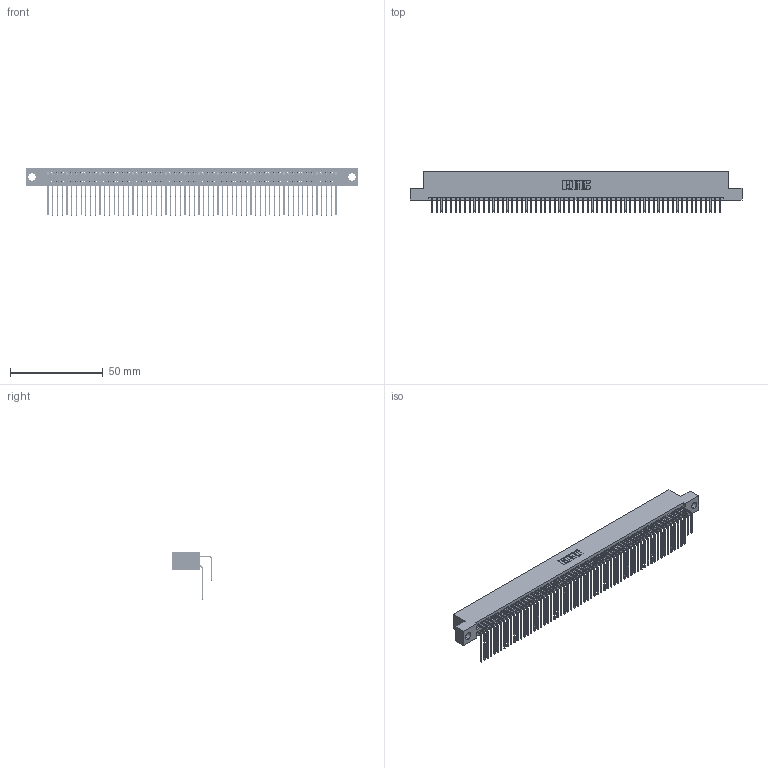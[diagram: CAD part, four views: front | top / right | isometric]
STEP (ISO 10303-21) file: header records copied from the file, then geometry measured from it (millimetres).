
FILE_DESCRIPTION (( 'STEP AP203' ), '1' );
FILE_NAME ('395-124-558-204.STEP', '2018-12-04T01:34:58', ( '' ), ( '' ), 'SwSTEP 2.0', 'SolidWorks 2016', '' );
FILE_SCHEMA (( 'CONFIG_CONTROL_DESIGN' ));
Length unit declared in the file: inch
Products named in the file (4): 395-124-558-204; 345-292-001_558 559 Tail - 1; 345-292-001_558 Tail - 2; 345 Part_Flush Mounting Lugs - 0.156 Dia-TH
Assembly tree (125 placements, depth 2):
  395-124-558-204
    345 Part_Flush Mounting Lugs - 0.156 Dia-TH
    345-292-001_558 559 Tail - 1  x62
    345-292-001_558 Tail - 2  x62
Bounding box: 178.69 x 21.83 x 25.53 mm (x, y, z)
Volume: 18171.1 mm3; surface area: 30426.2 mm2
Topology: 125 solids, 125 shells, 6574 faces, 19561 edges, 12874 vertices
Faces by surface type: plane 4420, cylinder 2154
Entity records: 47609 total; most frequent: CARTESIAN_POINT 8007, ORIENTED_EDGE 7890, DIRECTION 7009, EDGE_CURVE 3945, VECTOR 3525, LINE 3525, VERTEX_POINT 2626, AXIS2_PLACEMENT_3D 1742
